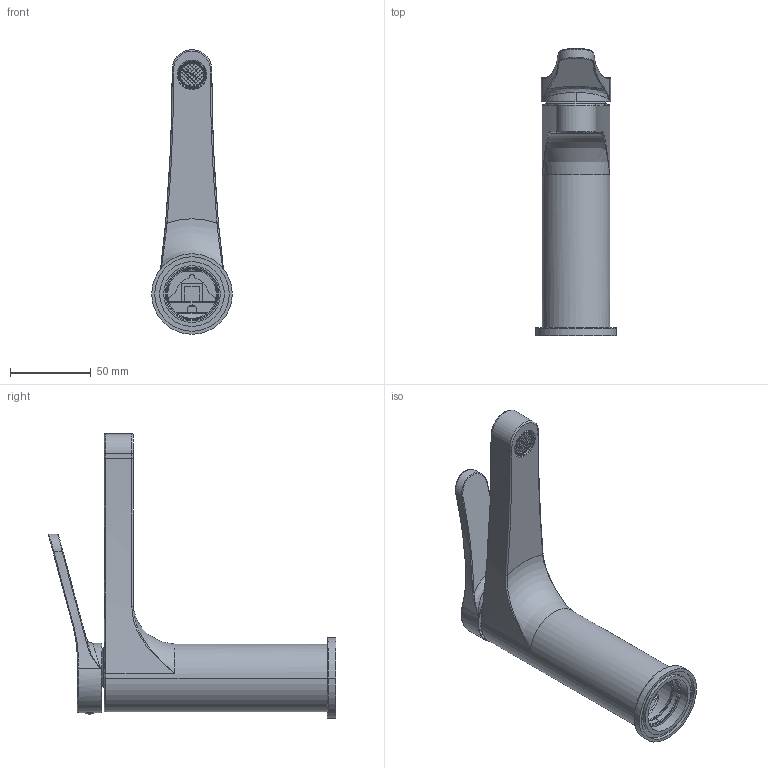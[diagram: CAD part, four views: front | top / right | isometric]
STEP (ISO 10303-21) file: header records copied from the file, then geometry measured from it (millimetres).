
FILE_DESCRIPTION((''),'2;1');
FILE_NAME('AKBR201','2021-05-24T15:09:41',('Michela Ferrini'),(''),'CREO PARAMETRIC BY PTC INC, 2020281','CREO PARAMETRIC BY PTC INC, 2020281','');
FILE_SCHEMA(('CONFIG_CONTROL_DESIGN'));
Length unit declared in the file: millimetre
Products named in the file (7): AKBR201C001; SCCMAC0006; AKBR005C001; SBTMAC0001; SARMAC0013; SPLMAC0003; AKBR201
Assembly tree (6 placements, depth 2):
  AKBR201
    AKBR201C001
    SCCMAC0006
    AKBR005C001
    SBTMAC0001
    SARMAC0013
    SPLMAC0003
Bounding box: 49.8 x 177.43 x 175.9 mm (x, y, z)
Volume: 115901 mm3; surface area: 80430.5 mm2
Topology: 6 solids, 9 shells, 2747 faces, 6710 edges, 4144 vertices
Faces by surface type: bspline 1247, plane 569, cylinder 538, cone 269, torus 107, sphere 17
Entity records: 126074 total; most frequent: CARTESIAN_POINT 73499, ORIENTED_EDGE 13344, EDGE_CURVE 6681, DIRECTION 6455, B_SPLINE_CURVE_WITH_KNOTS 4217, VERTEX_POINT 4113, EDGE_LOOP 2943, FACE_OUTER_BOUND 2747
